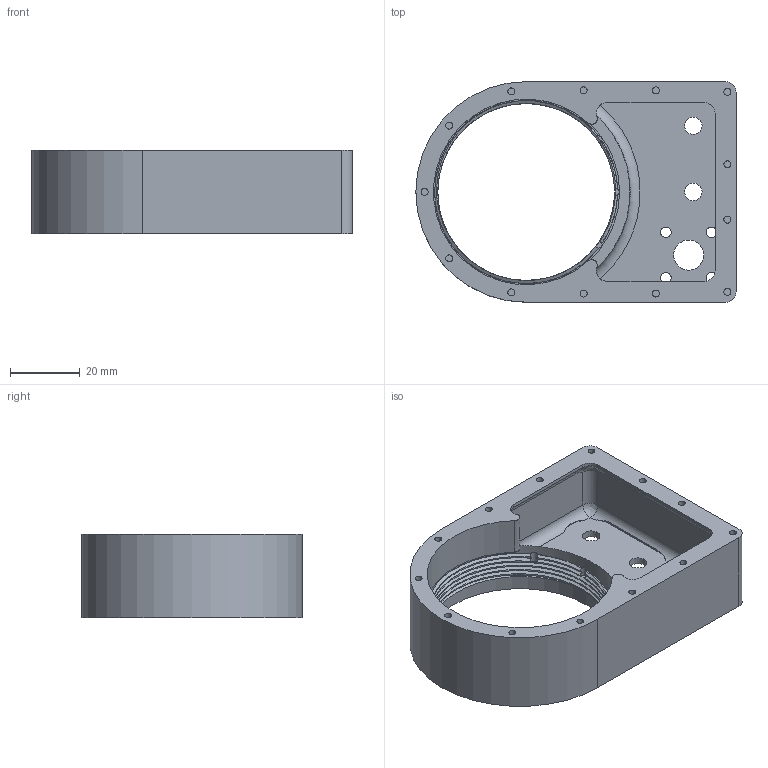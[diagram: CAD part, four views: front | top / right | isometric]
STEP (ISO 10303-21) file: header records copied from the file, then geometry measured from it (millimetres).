
FILE_DESCRIPTION(/* description */ (''),/* implementation_level */ '2;1');
FILE_NAME(/* name */ 'Balun_Body.step',/* time_stamp */ '2025-07-20T14:06:17-07:00',/* author */ (''),/* organization */ (''),/* preprocessor_version */ 'ST-DEVELOPER v20.1',/* originating_system */ 'Autodesk Translation Framework v14.10.0.0',/* authorisation */ '');
FILE_SCHEMA (('AUTOMOTIVE_DESIGN { 1 0 10303 214 3 1 1 }'));
Length unit declared in the file: millimetre
Products named in the file (1): Balun_Body
Bounding box: 91.52 x 63.05 x 24 mm (x, y, z)
Volume: 36982.6 mm3; surface area: 21833.3 mm2
Topology: 1 solids, 1 shells, 165 faces, 406 edges, 260 vertices
Faces by surface type: cylinder 74, bspline 46, plane 42, cone 2, torus 1
Full cylindrical faces by diameter (mm): 2 x13, 3 x4, 5 x2, 8.6 x1, 50.526 x2, 52.214 x3, 53.4 x1
Entity records: 8133 total; most frequent: CARTESIAN_POINT 4490, ORIENTED_EDGE 812, DIRECTION 620, EDGE_CURVE 406, VERTEX_POINT 260, AXIS2_PLACEMENT_3D 240, EDGE_LOOP 198, FACE_OUTER_BOUND 165
